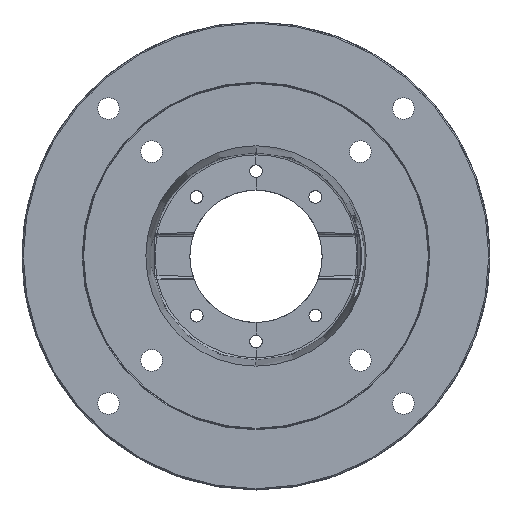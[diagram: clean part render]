
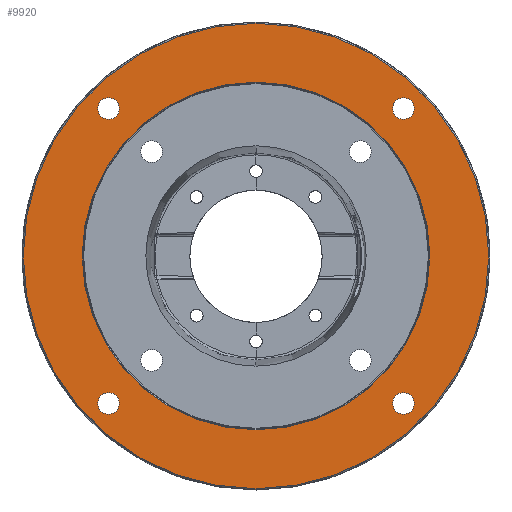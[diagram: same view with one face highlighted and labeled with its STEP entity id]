
A CAD part, top view. The second image highlights one B-rep face of the part: STEP entity #9920.
In plain terms, the highlighted planar face has unit normal (0, 0, 1).
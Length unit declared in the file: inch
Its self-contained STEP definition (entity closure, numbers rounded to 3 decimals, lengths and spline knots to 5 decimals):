
#35=CARTESIAN_POINT('',(0.,0.,-0.08));
#36=DIRECTION('',(0.,0.,1.));
#37=DIRECTION('',(0.,1.,0.));
#38=AXIS2_PLACEMENT_3D('',#35,#36,#37);
#44=CARTESIAN_POINT('',(0.,0.,-0.08));
#45=DIRECTION('',(0.,0.,-1.));
#46=DIRECTION('',(0.,1.,0.));
#47=AXIS2_PLACEMENT_3D('',#44,#45,#46);
#625=CARTESIAN_POINT('',(-3.62392,3.62392,-0.08));
#626=DIRECTION('',(0.,0.,-1.));
#627=DIRECTION('',(-0.707,0.707,0.));
#628=AXIS2_PLACEMENT_3D('',#625,#626,#627);
#630=CARTESIAN_POINT('',(-3.62392,3.62392,-0.08));
#631=DIRECTION('',(0.,0.,-1.));
#632=DIRECTION('',(0.707,-0.707,0.));
#633=AXIS2_PLACEMENT_3D('',#630,#631,#632);
#635=CARTESIAN_POINT('',(-3.62392,-3.62392,-0.08));
#636=DIRECTION('',(0.,0.,-1.));
#637=DIRECTION('',(-0.707,-0.707,0.));
#638=AXIS2_PLACEMENT_3D('',#635,#636,#637);
#640=CARTESIAN_POINT('',(-3.62392,-3.62392,-0.08));
#641=DIRECTION('',(0.,0.,-1.));
#642=DIRECTION('',(0.707,0.707,0.));
#643=AXIS2_PLACEMENT_3D('',#640,#641,#642);
#645=CARTESIAN_POINT('',(3.62392,-3.62392,-0.08));
#646=DIRECTION('',(0.,0.,-1.));
#647=DIRECTION('',(0.707,-0.707,0.));
#648=AXIS2_PLACEMENT_3D('',#645,#646,#647);
#650=CARTESIAN_POINT('',(3.62392,-3.62392,-0.08));
#651=DIRECTION('',(0.,0.,-1.));
#652=DIRECTION('',(-0.707,0.707,0.));
#653=AXIS2_PLACEMENT_3D('',#650,#651,#652);
#655=CARTESIAN_POINT('',(3.62392,3.62392,-0.08));
#656=DIRECTION('',(0.,0.,-1.));
#657=DIRECTION('',(0.707,0.707,0.));
#658=AXIS2_PLACEMENT_3D('',#655,#656,#657);
#660=CARTESIAN_POINT('',(3.62392,3.62392,-0.08));
#661=DIRECTION('',(0.,0.,-1.));
#662=DIRECTION('',(-0.707,-0.707,0.));
#663=AXIS2_PLACEMENT_3D('',#660,#661,#662);
#665=CARTESIAN_POINT('',(0.,0.,-0.08));
#666=DIRECTION('',(0.,0.,1.));
#667=DIRECTION('',(0.,1.,0.));
#668=AXIS2_PLACEMENT_3D('',#665,#666,#667);
#670=CARTESIAN_POINT('',(0.,0.,-0.08));
#671=DIRECTION('',(0.,0.,1.));
#672=DIRECTION('',(0.,-1.,0.));
#673=AXIS2_PLACEMENT_3D('',#670,#671,#672);
#8563=CARTESIAN_POINT('',(0.,5.72,-0.08));
#8564=CARTESIAN_POINT('',(0.,-5.72,-0.08));
#8565=VERTEX_POINT('',#8563);
#8566=VERTEX_POINT('',#8564);
#8587=CARTESIAN_POINT('',(-3.81131,3.81131,-0.08));
#8588=CARTESIAN_POINT('',(-3.43654,3.43654,-0.08));
#8589=VERTEX_POINT('',#8587);
#8590=VERTEX_POINT('',#8588);
#8631=CARTESIAN_POINT('',(-3.81131,-3.81131,-0.08));
#8632=CARTESIAN_POINT('',(-3.43654,-3.43654,-0.08));
#8633=VERTEX_POINT('',#8631);
#8634=VERTEX_POINT('',#8632);
#8639=CARTESIAN_POINT('',(3.81131,-3.81131,-0.08));
#8640=CARTESIAN_POINT('',(3.43654,-3.43654,-0.08));
#8641=VERTEX_POINT('',#8639);
#8642=VERTEX_POINT('',#8640);
#8647=CARTESIAN_POINT('',(3.81131,3.81131,-0.08));
#8648=CARTESIAN_POINT('',(3.43654,3.43654,-0.08));
#8649=VERTEX_POINT('',#8647);
#8650=VERTEX_POINT('',#8648);
#8667=CARTESIAN_POINT('',(0.,4.271,-0.08));
#8668=CARTESIAN_POINT('',(0.,-4.271,-0.08));
#8669=VERTEX_POINT('',#8667);
#8670=VERTEX_POINT('',#8668);
#9882=CARTESIAN_POINT('',(0.,0.,-0.08));
#9883=DIRECTION('',(0.,0.,1.));
#9884=DIRECTION('',(0.,1.,0.));
#9885=AXIS2_PLACEMENT_3D('',#9882,#9883,#9884);
#9886=PLANE('',#9885);
#9887=ORIENTED_EDGE('',*,*,#8853,.T.);
#9888=ORIENTED_EDGE('',*,*,#8838,.F.);
#9889=EDGE_LOOP('',(#9887,#9888));
#9890=FACE_OUTER_BOUND('',#9889,.F.);
#9892=ORIENTED_EDGE('',*,*,#9891,.F.);
#9894=ORIENTED_EDGE('',*,*,#9893,.F.);
#9895=EDGE_LOOP('',(#9892,#9894));
#9896=FACE_BOUND('',#9895,.F.);
#9898=ORIENTED_EDGE('',*,*,#9897,.F.);
#9900=ORIENTED_EDGE('',*,*,#9899,.F.);
#9901=EDGE_LOOP('',(#9898,#9900));
#9902=FACE_BOUND('',#9901,.F.);
#9904=ORIENTED_EDGE('',*,*,#9903,.F.);
#9906=ORIENTED_EDGE('',*,*,#9905,.F.);
#9907=EDGE_LOOP('',(#9904,#9906));
#9908=FACE_BOUND('',#9907,.F.);
#9910=ORIENTED_EDGE('',*,*,#9909,.F.);
#9912=ORIENTED_EDGE('',*,*,#9911,.F.);
#9913=EDGE_LOOP('',(#9910,#9912));
#9914=FACE_BOUND('',#9913,.F.);
#9916=ORIENTED_EDGE('',*,*,#9915,.T.);
#9917=ORIENTED_EDGE('',*,*,#9872,.T.);
#9918=EDGE_LOOP('',(#9916,#9917));
#9919=FACE_BOUND('',#9918,.F.);
#9920=ADVANCED_FACE('',(#9890,#9896,#9902,#9908,#9914,#9919),#9886,.T.);
#39=CIRCLE('',#38,5.72);
#48=CIRCLE('',#47,5.72);
#629=CIRCLE('',#628,0.265);
#634=CIRCLE('',#633,0.265);
#639=CIRCLE('',#638,0.265);
#644=CIRCLE('',#643,0.265);
#649=CIRCLE('',#648,0.265);
#654=CIRCLE('',#653,0.265);
#659=CIRCLE('',#658,0.265);
#664=CIRCLE('',#663,0.265);
#669=CIRCLE('',#668,4.271);
#674=CIRCLE('',#673,4.271);
#8838=EDGE_CURVE('',#8565,#8566,#39,.T.);
#8853=EDGE_CURVE('',#8565,#8566,#48,.T.);
#9872=EDGE_CURVE('',#8670,#8669,#674,.T.);
#9891=EDGE_CURVE('',#8589,#8590,#629,.T.);
#9893=EDGE_CURVE('',#8590,#8589,#634,.T.);
#9897=EDGE_CURVE('',#8633,#8634,#639,.T.);
#9899=EDGE_CURVE('',#8634,#8633,#644,.T.);
#9903=EDGE_CURVE('',#8641,#8642,#649,.T.);
#9905=EDGE_CURVE('',#8642,#8641,#654,.T.);
#9909=EDGE_CURVE('',#8649,#8650,#659,.T.);
#9911=EDGE_CURVE('',#8650,#8649,#664,.T.);
#9915=EDGE_CURVE('',#8669,#8670,#669,.T.);
